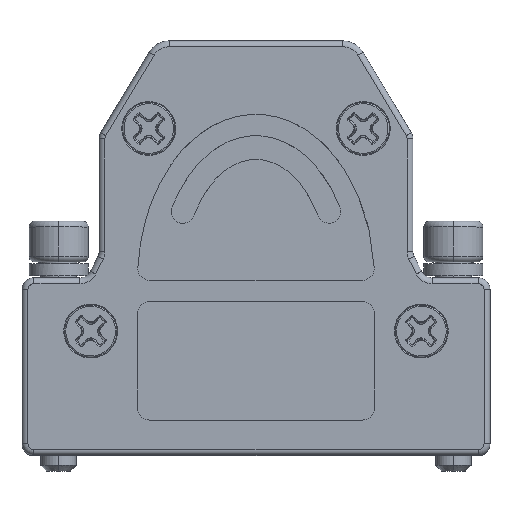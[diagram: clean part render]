
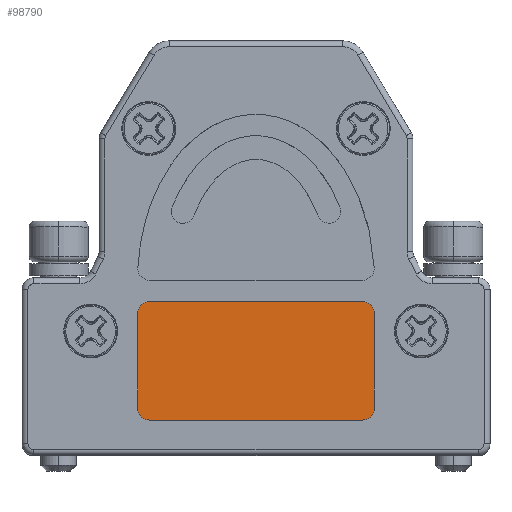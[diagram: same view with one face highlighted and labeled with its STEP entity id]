
A CAD part, top view. The second image highlights one B-rep face of the part: STEP entity #98790.
In plain terms, the highlighted planar face has unit normal (0, 0, 1).
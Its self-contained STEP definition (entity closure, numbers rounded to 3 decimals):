
#98040=CARTESIAN_POINT('',(60.,29.35,-65.));
#98050=DIRECTION('',(0.,0.,-1.));
#98060=DIRECTION('',(-1.,0.,0.));
#98070=AXIS2_PLACEMENT_3D('',#98040,#98050,#98060);
#98080=PLANE('',#98070);
#98090=CARTESIAN_POINT('',(70.,14.85,-65.));
#98100=DIRECTION('',(-1.,0.,0.));
#98110=VECTOR('',#98100,1.);
#98120=LINE('',#98090,#98110);
#98130=CARTESIAN_POINT('',(69.,14.85,-65.));
#98140=VERTEX_POINT('',#98130);
#98150=CARTESIAN_POINT('',(51.,14.85,-65.));
#98160=VERTEX_POINT('',#98150);
#98170=EDGE_CURVE('',#98140,#98160,#98120,.T.);
#98180=ORIENTED_EDGE('',*,*,#98170,.F.);
#98190=CARTESIAN_POINT('',(51.,15.85,-65.));
#98200=DIRECTION('',(0.,0.,-1.));
#98210=DIRECTION('',(-1.,0.,0.));
#98220=AXIS2_PLACEMENT_3D('',#98190,#98200,#98210);
#98230=CIRCLE('',#98220,1.);
#98240=CARTESIAN_POINT('',(50.,15.85,-65.));
#98250=VERTEX_POINT('',#98240);
#98260=EDGE_CURVE('',#98160,#98250,#98230,.T.);
#98270=ORIENTED_EDGE('',*,*,#98260,.F.);
#98280=CARTESIAN_POINT('',(50.,14.85,-65.));
#98290=DIRECTION('',(0.,1.,0.));
#98300=VECTOR('',#98290,1.);
#98310=LINE('',#98280,#98300);
#98320=CARTESIAN_POINT('',(50.,23.85,-65.));
#98330=VERTEX_POINT('',#98320);
#98340=EDGE_CURVE('',#98250,#98330,#98310,.T.);
#98350=ORIENTED_EDGE('',*,*,#98340,.F.);
#98360=CARTESIAN_POINT('',(51.,23.85,-65.));
#98370=DIRECTION('',(0.,0.,-1.));
#98380=DIRECTION('',(-1.,0.,0.));
#98390=AXIS2_PLACEMENT_3D('',#98360,#98370,#98380);
#98400=CIRCLE('',#98390,1.);
#98410=CARTESIAN_POINT('',(51.,24.85,-65.));
#98420=VERTEX_POINT('',#98410);
#98430=EDGE_CURVE('',#98330,#98420,#98400,.T.);
#98440=ORIENTED_EDGE('',*,*,#98430,.F.);
#98450=CARTESIAN_POINT('',(50.,24.85,-65.));
#98460=DIRECTION('',(1.,0.,0.));
#98470=VECTOR('',#98460,1.);
#98480=LINE('',#98450,#98470);
#98490=CARTESIAN_POINT('',(69.,24.85,-65.));
#98500=VERTEX_POINT('',#98490);
#98510=EDGE_CURVE('',#98420,#98500,#98480,.T.);
#98520=ORIENTED_EDGE('',*,*,#98510,.F.);
#98530=CARTESIAN_POINT('',(69.,23.85,-65.));
#98540=DIRECTION('',(0.,0.,-1.));
#98550=DIRECTION('',(-1.,0.,0.));
#98560=AXIS2_PLACEMENT_3D('',#98530,#98540,#98550);
#98570=CIRCLE('',#98560,1.);
#98580=CARTESIAN_POINT('',(70.,23.85,-65.));
#98590=VERTEX_POINT('',#98580);
#98600=EDGE_CURVE('',#98500,#98590,#98570,.T.);
#98610=ORIENTED_EDGE('',*,*,#98600,.F.);
#98620=CARTESIAN_POINT('',(70.,24.85,-65.));
#98630=DIRECTION('',(0.,-1.,0.));
#98640=VECTOR('',#98630,1.);
#98650=LINE('',#98620,#98640);
#98660=CARTESIAN_POINT('',(70.,15.85,-65.));
#98670=VERTEX_POINT('',#98660);
#98680=EDGE_CURVE('',#98590,#98670,#98650,.T.);
#98690=ORIENTED_EDGE('',*,*,#98680,.F.);
#98700=CARTESIAN_POINT('',(69.,15.85,-65.));
#98710=DIRECTION('',(0.,0.,1.));
#98720=DIRECTION('',(1.,0.,0.));
#98730=AXIS2_PLACEMENT_3D('',#98700,#98710,#98720);
#98740=CIRCLE('',#98730,1.);
#98750=EDGE_CURVE('',#98140,#98670,#98740,.T.);
#98760=ORIENTED_EDGE('',*,*,#98750,.T.);
#98770=EDGE_LOOP('',(#98760,#98690,#98610,#98520,#98440,#98350,#98270,
#98180));
#98780=FACE_OUTER_BOUND('',#98770,.T.);
#98790=ADVANCED_FACE('',(#98780),#98080,.F.);
